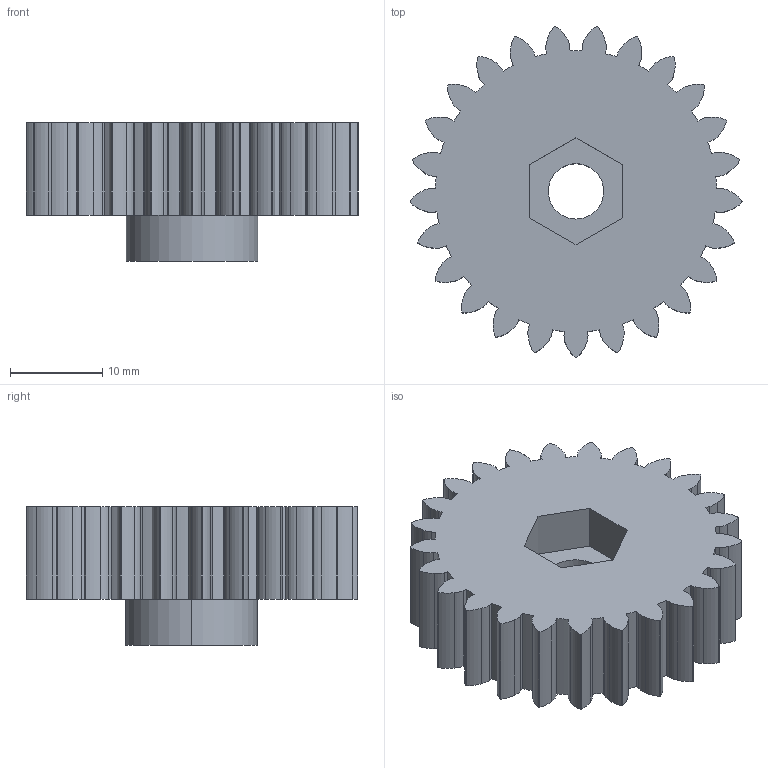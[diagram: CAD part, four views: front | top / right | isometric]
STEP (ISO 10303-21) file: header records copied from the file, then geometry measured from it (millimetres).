
FILE_DESCRIPTION (( 'STEP AP214' ), '1' );
FILE_NAME ('BDT_I_P_07_v01.STEP', '2021-01-11T13:12:52', ( '' ), ( '' ), 'SwSTEP 2.0', 'SolidWorks 2017', '' );
FILE_SCHEMA (( 'AUTOMOTIVE_DESIGN' ));
Length unit declared in the file: millimetre
Products named in the file (1): BDT_I_P_07_v01
Bounding box: 35.95 x 35.88 x 15 mm (x, y, z)
Volume: 8702.2 mm3; surface area: 4213.9 mm2
Topology: 1 solids, 1 shells, 224 faces, 660 edges, 440 vertices
Faces by surface type: cylinder 164, plane 60
Entity records: 7670 total; most frequent: DIRECTION 1438, CARTESIAN_POINT 1325, ORIENTED_EDGE 1320, EDGE_CURVE 660, AXIS2_PLACEMENT_3D 553, VERTEX_POINT 440, VECTOR 332, LINE 332
